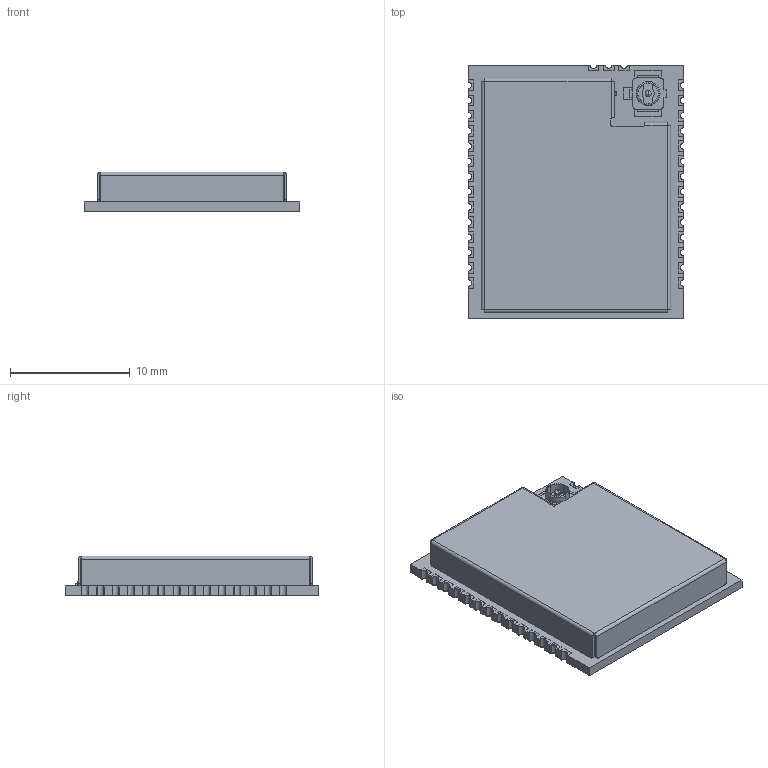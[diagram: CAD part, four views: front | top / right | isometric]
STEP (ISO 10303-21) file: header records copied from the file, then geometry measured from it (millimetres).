
FILE_DESCRIPTION (( 'STEP AP214' ), '1' );
FILE_NAME ('ESP32-C5-WROOM-1U_V1-1-20250617.STEP', '2025-06-17T06:29:26', ( 'Windows User' ), ( 'P R C' ), 'SwSTEP 2.0', 'SolidWorks 2022', '' );
FILE_SCHEMA (( 'AUTOMOTIVE_DESIGN' ));
Length unit declared in the file: millimetre
Products named in the file (37): Submodel-D__3D_design_ESP32-C5_module_module_ESP32-C5-WROOM-1U-3d_PCB_ESP32-C5-WROOM-1U_V1.0_20241021-1625_PCB_3D_ImportedPartModels_ESP32_6x6_20210301.STEP_3; pad-0.8mm_1; Submodel-D__3D_design_ESP32-C5_module_module_ESP32-C5-WROOM-1U-3d_PCB_ESP32-C5-WROOM-1U_V1.0_20241021-1625_PCB_3D_ImportedPartModels_XTAL2016.step_3; Submodel-XTAL2016_part_XTAL2016_3; Submodel-LFD182G45MJ5D658_part_LFD182G45MJ5D658_3; ShieldBox_ESP32-C5-WROOM-1U_V1.0_20241022_1; I-IPEX.xtd_3; DesignRootModel_3; Submodel-L0201_part_L0201_3; Submodel-C0201_part_C0201_3; Submodel-TSSLP-2-1_132530003_part_TSSLP-2-1_3; Submodel-D__3D_design_ESP32-C5_module_module_ESP32-C5-WROOM-1U-3d_PCB_ESP32-C5-WROOM-1U_V1.0_20241021-1625_PCB_3D_ImportedPartModels_L0201_20210301.STEP_3; LFD182G45MJ5D658.xtd_3; L0201_20210301.xtd_3; C0201_20210301.xtd_3; Submodel-D__3D_design_ESP32-C5_module_module_ESP32-C5-WROOM-1U-3d_PCB_ESP32-C5-WROOM-1U_V1.0_20241021-1625_PCB_3D_ImportedPartModels_C0402_20210301.STEP_3; Submodel-SOP8_1P27_6P6_part_SOP8_1P27_6P6_3; placementOutline_2_3; Submodel-SOD882_part_SOD882_3; uid__9223372036872583655_3; C0402_20210301.xtd_3; Submodel-D__3D_design_ESP32-C5_module_module_ESP32-C5-WROOM-1U-3d_PCB_ESP32-C5-WROOM-1U_V1.0_20241021-1625_PCB_3D_ImportedPartModels_I-IPEX.STEP_3; ESP32_6x6_20210301.xtd_3; R0201_20210301.xtd_2; Submodel-QFN48_0P4_6_E4P7_part_QFN48_0P4_6_E4P7_3; Imported_3; SOP8_rev1_20210308.xtd_3; ESP32-C5-WROOM-1U_V1-1-20250617; Submodel-D__3D_design_ESP32-C5_module_module_ESP32-C5-WROOM-1U-3d_PCB_ESP32-C5-WROOM-1U_V1.0_20241021-1625_PCB_3D_ImportedPartModels_SOP8_rev1_20210308.STEP_3; Submodel-D__3D_design_ESP32-C5_module_module_ESP32-C5-WROOM-1U-3d_PCB_ESP32-C5-WROOM-1U_V1.0_20241021-1625_PCB_3D_ImportedPartModels_LFD182G45MJ5D658.stp_3; SOD882.xtd_3; Submodel-IPEX_3P_part_IPEX_3P_3; Submodel-D__3D_design_ESP32-C5_module_module_ESP32-C5-WROOM-1U-3d_PCB_ESP32-C5-WROOM-1U_V1.0_20241021-1625_PCB_3D_ImportedPartModels_C0201_20210301.STEP_3; Submodel-D__3D_design_ESP32-C5_module_module_ESP32-C5-WROOM-1U-3d_PCB_ESP32-C5-WROOM-1U_V1.0_20241021-1625_PCB_3D_ImportedPartModels_SOD882.step_3; Submodel-C0402_part_C0402_3; XTAL2016.xtd_3; Submodel-noModelForPart_TSSLP-2-1_132530003_3
Assembly tree (101 placements, depth 5):
  ESP32-C5-WROOM-1U_V1-1-20250617
    DesignRootModel_3
      uid__9223372036872583655_3
      Submodel-XTAL2016_part_XTAL2016_3
        Submodel-D__3D_design_ESP32-C5_module_module_ESP32-C5-WROOM-1U-3d_PCB_ESP32-C5-WROOM-1U_V1.0_20241021-1625_PCB_3D_ImportedPartModels_XTAL2016.step_3
          XTAL2016.xtd_3
      Submodel-TSSLP-2-1_132530003_part_TSSLP-2-1_3
        Submodel-noModelForPart_TSSLP-2-1_132530003_3
          placementOutline_2_3
      Submodel-IPEX_3P_part_IPEX_3P_3
        Submodel-D__3D_design_ESP32-C5_module_module_ESP32-C5-WROOM-1U-3d_PCB_ESP32-C5-WROOM-1U_V1.0_20241021-1625_PCB_3D_ImportedPartModels_I-IPEX.STEP_3
          I-IPEX.xtd_3
      Submodel-C0201_part_C0201_3  x23
        Submodel-D__3D_design_ESP32-C5_module_module_ESP32-C5-WROOM-1U-3d_PCB_ESP32-C5-WROOM-1U_V1.0_20241021-1625_PCB_3D_ImportedPartModels_C0201_20210301.STEP_3
          C0201_20210301.xtd_3
      Submodel-C0402_part_C0402_3  x3
        Submodel-D__3D_design_ESP32-C5_module_module_ESP32-C5-WROOM-1U-3d_PCB_ESP32-C5-WROOM-1U_V1.0_20241021-1625_PCB_3D_ImportedPartModels_C0402_20210301.STEP_3
          C0402_20210301.xtd_3
      Submodel-QFN48_0P4_6_E4P7_part_QFN48_0P4_6_E4P7_3
        Submodel-D__3D_design_ESP32-C5_module_module_ESP32-C5-WROOM-1U-3d_PCB_ESP32-C5-WROOM-1U_V1.0_20241021-1625_PCB_3D_ImportedPartModels_ESP32_6x6_20210301.STEP_3
          ESP32_6x6_20210301.xtd_3
      Submodel-SOP8_1P27_6P6_part_SOP8_1P27_6P6_3
        Submodel-D__3D_design_ESP32-C5_module_module_ESP32-C5-WROOM-1U-3d_PCB_ESP32-C5-WROOM-1U_V1.0_20241021-1625_PCB_3D_ImportedPartModels_SOP8_rev1_20210308.STEP_3
          SOP8_rev1_20210308.xtd_3
      Submodel-LFD182G45MJ5D658_part_LFD182G45MJ5D658_3
        Submodel-D__3D_design_ESP32-C5_module_module_ESP32-C5-WROOM-1U-3d_PCB_ESP32-C5-WROOM-1U_V1.0_20241021-1625_PCB_3D_ImportedPartModels_LFD182G45MJ5D658.stp_3
          LFD182G45MJ5D658.xtd_3
      Submodel-L0201_part_L0201_3  x4
        Submodel-D__3D_design_ESP32-C5_module_module_ESP32-C5-WROOM-1U-3d_PCB_ESP32-C5-WROOM-1U_V1.0_20241021-1625_PCB_3D_ImportedPartModels_L0201_20210301.STEP_3
          L0201_20210301.xtd_3
      Submodel-SOD882_part_SOD882_3
        Submodel-D__3D_design_ESP32-C5_module_module_ESP32-C5-WROOM-1U-3d_PCB_ESP32-C5-WROOM-1U_V1.0_20241021-1625_PCB_3D_ImportedPartModels_SOD882.step_3
          SOD882.xtd_3
    Imported_3
    pad-0.8mm_1  x31
    ShieldBox_ESP32-C5-WROOM-1U_V1.0_20241022_1
    R0201_20210301.xtd_2  x9
Bounding box: 18 x 21.2 x 3.34 mm (x, y, z)
Volume: 462.1 mm3; surface area: 2301.3 mm2
Topology: 288 solids, 288 shells, 4042 faces, 9928 edges, 6214 vertices
Faces by surface type: plane 2866, cylinder 1134, bspline 36, cone 6
Entity records: 110165 total; most frequent: CARTESIAN_POINT 16828, ORIENTED_EDGE 12670, DIRECTION 12493, EDGE_CURVE 6335, VECTOR 4603, LINE 4603, VERTEX_POINT 4182, AXIS2_PLACEMENT_3D 3945
